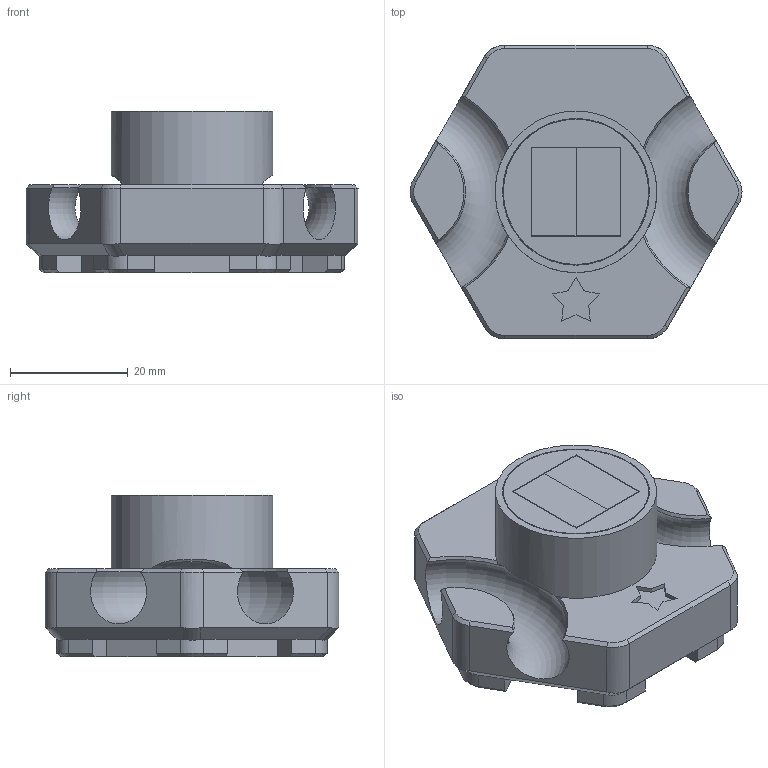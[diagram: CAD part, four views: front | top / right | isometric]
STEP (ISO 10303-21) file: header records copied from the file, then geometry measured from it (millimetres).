
FILE_DESCRIPTION(/* description */ (''),/* implementation_level */ '2;1');
FILE_NAME(/* name */ 'Sushi - Maki.step',/* time_stamp */ '2025-05-08T08:32:23-07:00',/* author */ (''),/* organization */ (''),/* preprocessor_version */ 'ST-DEVELOPER v20.1',/* originating_system */ 'Autodesk Translation Framework v14.4.0.0',/* authorisation */ '');
FILE_SCHEMA (('AUTOMOTIVE_DESIGN { 1 0 10303 214 3 1 1 }'));
Length unit declared in the file: millimetre
Products named in the file (4): Maki; Component2; Component3; Component4
Assembly tree (3 placements, depth 2):
  Maki
    Component2
    Component3
    Component4
Bounding box: 56.5 x 50 x 27.5 mm (x, y, z)
Volume: 31811.2 mm3; surface area: 13119.9 mm2
Topology: 5 solids, 5 shells, 150 faces, 381 edges, 242 vertices
Faces by surface type: plane 107, cylinder 21, cone 16, torus 6
Full cylindrical faces by diameter (mm): 24.75 x1, 25 x1, 27.5 x1
Entity records: 4738 total; most frequent: CARTESIAN_POINT 931, DIRECTION 773, ORIENTED_EDGE 762, EDGE_CURVE 381, LINE 269, VECTOR 269, AXIS2_PLACEMENT_3D 252, VERTEX_POINT 242
